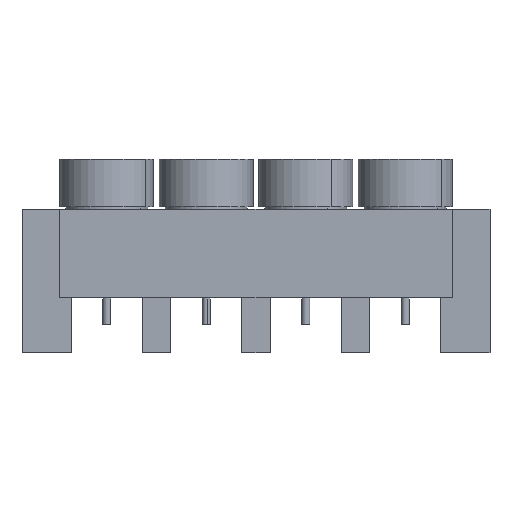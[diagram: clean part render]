
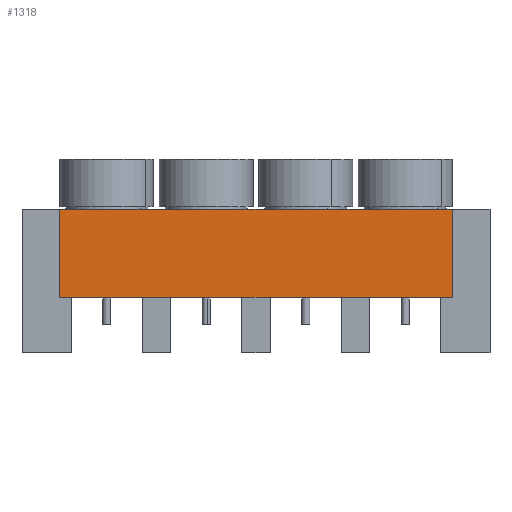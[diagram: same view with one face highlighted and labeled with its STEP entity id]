
A CAD part, front view. The second image highlights one B-rep face of the part: STEP entity #1318.
In plain terms, the highlighted planar face has unit normal (0, -1, 0).
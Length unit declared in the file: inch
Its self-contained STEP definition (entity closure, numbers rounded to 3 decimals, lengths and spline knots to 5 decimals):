
#144 = DIRECTION ( 'NONE',  ( 0., 0., 1. ) ) ;
#267 = DIRECTION ( 'NONE',  ( 0., -1., 0. ) ) ;
#284 = EDGE_CURVE ( 'NONE', #543, #6165, #5297, .T. ) ;
#372 = VERTEX_POINT ( 'NONE', #4009 ) ;
#378 = CARTESIAN_POINT ( 'NONE',  ( -0.28, 0., 0. ) ) ;
#543 = VERTEX_POINT ( 'NONE', #914 ) ;
#573 = LINE ( 'NONE', #2739, #3168 ) ;
#575 = LINE ( 'NONE', #1649, #3172 ) ;
#784 = ORIENTED_EDGE ( 'NONE', *, *, #1438, .T. ) ;
#914 = CARTESIAN_POINT ( 'NONE',  ( -0.28, 0., 0. ) ) ;
#1318 = ADVANCED_FACE ( 'NONE', ( #2006 ), #6394, .T. ) ;
#1438 = EDGE_CURVE ( 'NONE', #372, #6165, #1600, .T. ) ;
#1462 = CARTESIAN_POINT ( 'NONE',  ( 0.28, 0., -0.205 ) ) ;
#1574 = EDGE_LOOP ( 'NONE', ( #6467, #784, #3445, #5572 ) ) ;
#1600 = LINE ( 'NONE', #1462, #5506 ) ;
#1649 = CARTESIAN_POINT ( 'NONE',  ( -0.28, 0., -0.205 ) ) ;
#1695 = CARTESIAN_POINT ( 'NONE',  ( 0.28, 0., 0. ) ) ;
#2006 = FACE_OUTER_BOUND ( 'NONE', #1574, .T. ) ;
#2410 = EDGE_CURVE ( 'NONE', #372, #4939, #573, .T. ) ;
#2479 = CARTESIAN_POINT ( 'NONE',  ( -0.28, 0., -0.126 ) ) ;
#2739 = CARTESIAN_POINT ( 'NONE',  ( -0.28, 0., -0.126 ) ) ;
#3168 = VECTOR ( 'NONE', #5795, 39.37008 ) ;
#3172 = VECTOR ( 'NONE', #144, 39.37008 ) ;
#3355 = CARTESIAN_POINT ( 'NONE',  ( -0.28, 0., -0.205 ) ) ;
#3445 = ORIENTED_EDGE ( 'NONE', *, *, #284, .F. ) ;
#3845 = DIRECTION ( 'NONE',  ( 0., 0., -1. ) ) ;
#4009 = CARTESIAN_POINT ( 'NONE',  ( 0.28, 0., -0.126 ) ) ;
#4939 = VERTEX_POINT ( 'NONE', #2479 ) ;
#5061 = DIRECTION ( 'NONE',  ( 0., 0., 1. ) ) ;
#5102 = EDGE_CURVE ( 'NONE', #4939, #543, #575, .T. ) ;
#5297 = LINE ( 'NONE', #378, #5749 ) ;
#5456 = DIRECTION ( 'NONE',  ( 1., 0., 0. ) ) ;
#5506 = VECTOR ( 'NONE', #5061, 39.37008 ) ;
#5572 = ORIENTED_EDGE ( 'NONE', *, *, #5102, .F. ) ;
#5749 = VECTOR ( 'NONE', #5456, 39.37008 ) ;
#5795 = DIRECTION ( 'NONE',  ( -1., 0., 0. ) ) ;
#6059 = AXIS2_PLACEMENT_3D ( 'NONE', #3355, #267, #3845 ) ;
#6165 = VERTEX_POINT ( 'NONE', #1695 ) ;
#6394 = PLANE ( 'NONE',  #6059 ) ;
#6467 = ORIENTED_EDGE ( 'NONE', *, *, #2410, .F. ) ;
